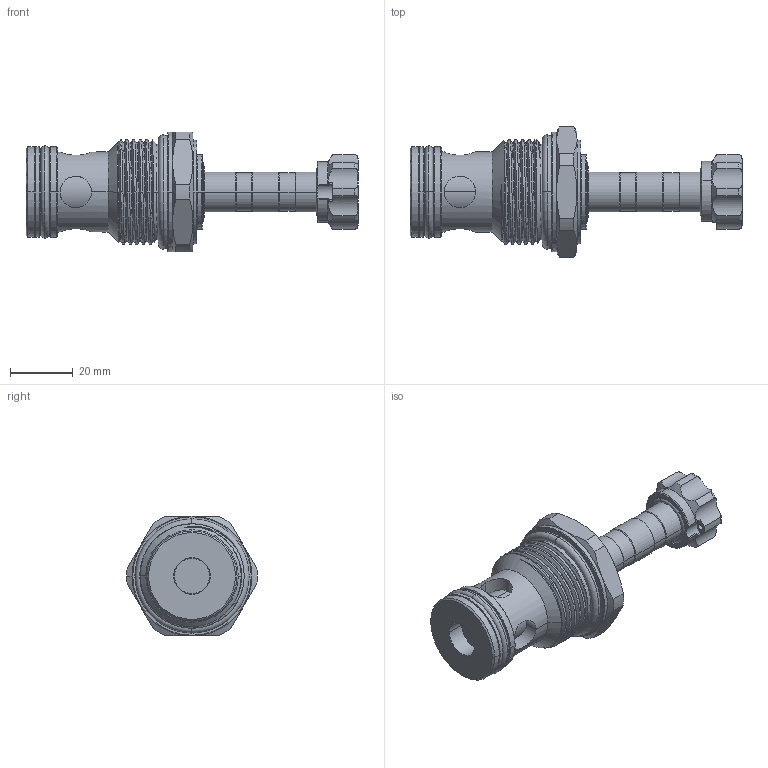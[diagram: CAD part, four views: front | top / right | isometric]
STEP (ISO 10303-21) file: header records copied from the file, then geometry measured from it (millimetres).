
FILE_DESCRIPTION (( 'STEP AP203' ), '1' );
FILE_NAME ('EP16W2A01N05.STEP', '2016-08-24T03:26:03', ( '' ), ( '' ), 'SwSTEP 2.0', 'SolidWorks 2012', '' );
FILE_SCHEMA (( 'CONFIG_CONTROL_DESIGN' ));
Length unit declared in the file: millimetre
Products named in the file (1): EP16W2A01N05
Bounding box: 105.4 x 41.5 x 38 mm (x, y, z)
Volume: 48223.7 mm3; surface area: 15488.7 mm2
Topology: 6 solids, 6 shells, 217 faces, 503 edges, 305 vertices
Faces by surface type: cylinder 100, cone 45, torus 42, plane 25, bspline 5
Entity records: 8938 total; most frequent: CARTESIAN_POINT 3994, DIRECTION 1060, ORIENTED_EDGE 1006, EDGE_CURVE 503, AXIS2_PLACEMENT_3D 462, VERTEX_POINT 305, CIRCLE 249, EDGE_LOOP 236
